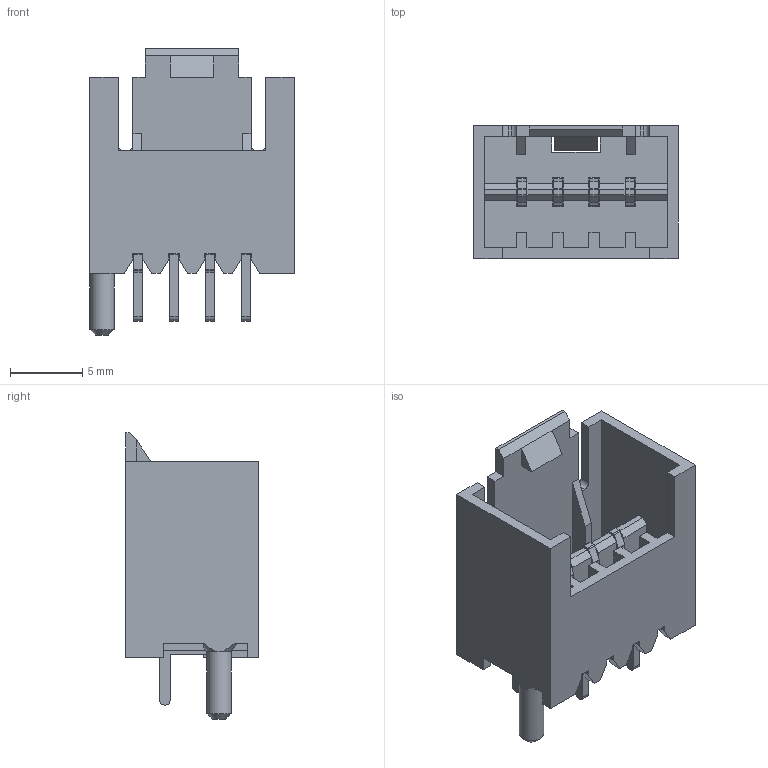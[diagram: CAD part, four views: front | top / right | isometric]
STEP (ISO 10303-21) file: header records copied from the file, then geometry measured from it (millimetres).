
FILE_DESCRIPTION(/* description */ ('Unknown'),/* implementation_level */ '2;1');
FILE_NAME(/* name */ 'J_Wurth_WR-RAST_667101110104',/* time_stamp */ '2025-08-29T17:03:42+08:00',/* author */ ('Unknown'),/* organization */ ('Unknown'),/* preprocessor_version */ 'ST-DEVELOPER v19.4',/* originating_system */ 'Solid Edge',/* authorisation */ 'Unknown');
FILE_SCHEMA (('AUTOMOTIVE_DESIGN {1 0 10303 214 3 1 1}'));
Length unit declared in the file: millimetre
Products named in the file (2): J_Wurth_WR-RAST_667101110104
Assembly tree (1 placements, depth 2):
  J_Wurth_WR-RAST_667101110104
    J_Wurth_WR-RAST_667101110104
Bounding box: 14.2 x 9.2 x 19.9 mm (x, y, z)
Volume: 684.2 mm3; surface area: 1774.7 mm2
Topology: 1 solids, 1 shells, 327 faces, 1001 edges, 666 vertices
Faces by surface type: plane 232, cylinder 93, cone 2
Full cylindrical faces by diameter (mm): 1.7 x1
Entity records: 13496 total; most frequent: CARTESIAN_POINT 2014, ORIENTED_EDGE 1996, DIRECTION 1842, EDGE_CURVE 998, LINE 804, VECTOR 804, VERTEX_POINT 665, AXIS2_PLACEMENT_3D 519
